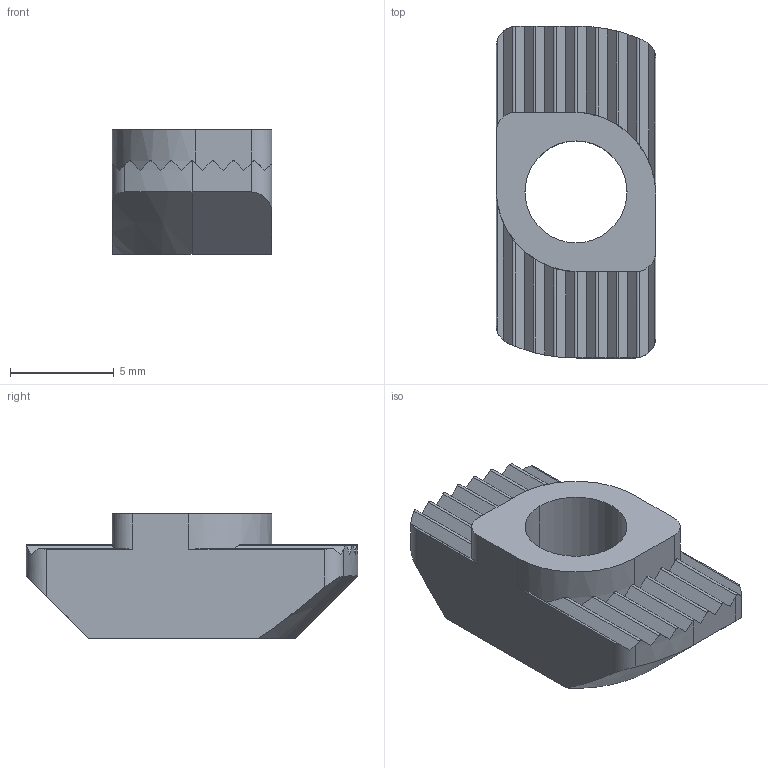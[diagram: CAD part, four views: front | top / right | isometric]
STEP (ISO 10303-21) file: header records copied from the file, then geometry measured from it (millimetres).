
FILE_DESCRIPTION (( 'STEP AP203' ), '1' );
FILE_NAME ('482536602_c_1.STEP', '2023-01-08T16:11:15', ( '' ), ( '' ), 'SwSTEP 2.0', 'SolidWorks 2014', '' );
FILE_SCHEMA (( 'CONFIG_CONTROL_DESIGN' ));
Length unit declared in the file: millimetre
Products named in the file (1): 482536602_c_1
Bounding box: 7.7 x 16 x 6 mm (x, y, z)
Volume: 420 mm3; surface area: 513.2 mm2
Topology: 1 solids, 1 shells, 74 faces, 214 edges, 142 vertices
Faces by surface type: plane 42, cylinder 30, cone 2
Entity records: 2775 total; most frequent: CARTESIAN_POINT 933, ORIENTED_EDGE 428, DIRECTION 304, EDGE_CURVE 214, VERTEX_POINT 142, VECTOR 110, LINE 110, AXIS2_PLACEMENT_3D 97
